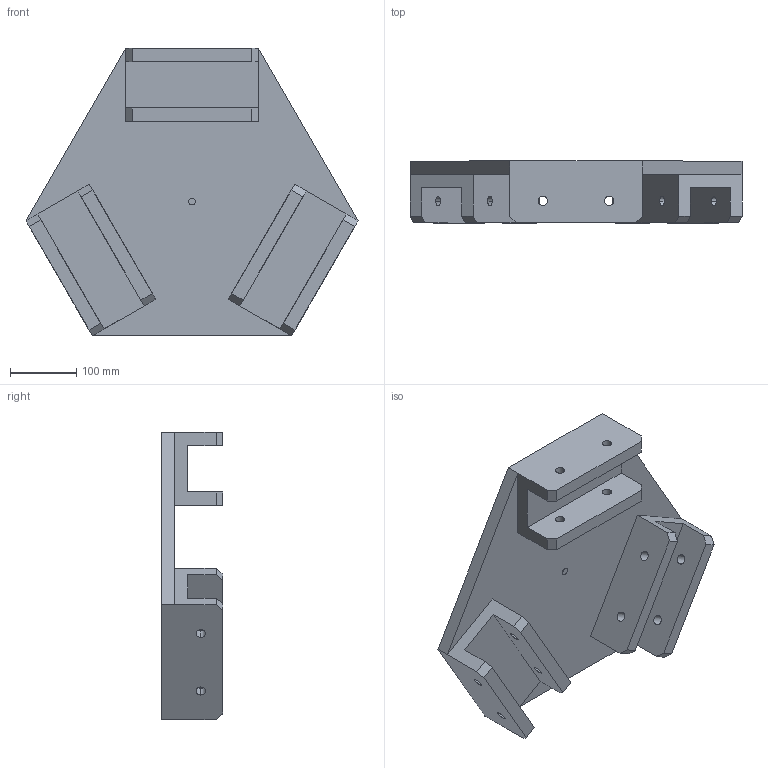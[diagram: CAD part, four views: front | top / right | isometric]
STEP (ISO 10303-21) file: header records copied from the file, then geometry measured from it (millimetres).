
FILE_DESCRIPTION (( 'STEP AP203' ), '1' );
FILE_NAME ('stewart_top_Default_sldprt.STEP', '2021-07-18T07:58:32', ( '' ), ( '' ), 'SwSTEP 2.0', 'SolidWorks 2021', '' );
FILE_SCHEMA (( 'CONFIG_CONTROL_DESIGN' ));
Length unit declared in the file: millimetre
Products named in the file (1): stewart_top_Default_sldprt
Bounding box: 500 x 93 x 433.01 mm (x, y, z)
Volume: 5747427.4 mm3; surface area: 531836.2 mm2
Topology: 1 solids, 1 shells, 71 faces, 198 edges, 130 vertices
Faces by surface type: plane 45, cylinder 26
Entity records: 2401 total; most frequent: CARTESIAN_POINT 400, ORIENTED_EDGE 396, DIRECTION 394, EDGE_CURVE 198, VECTOR 146, LINE 146, VERTEX_POINT 130, AXIS2_PLACEMENT_3D 124
